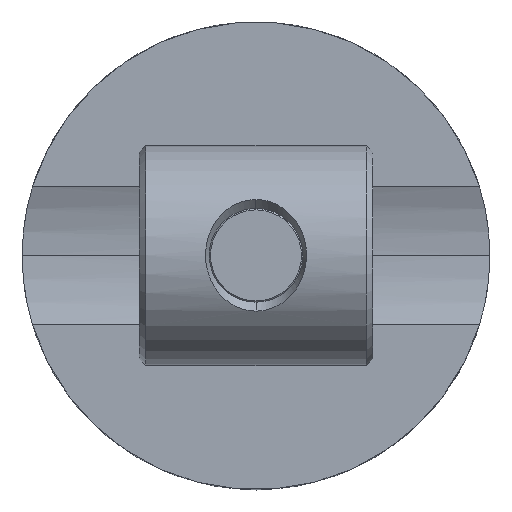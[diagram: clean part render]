
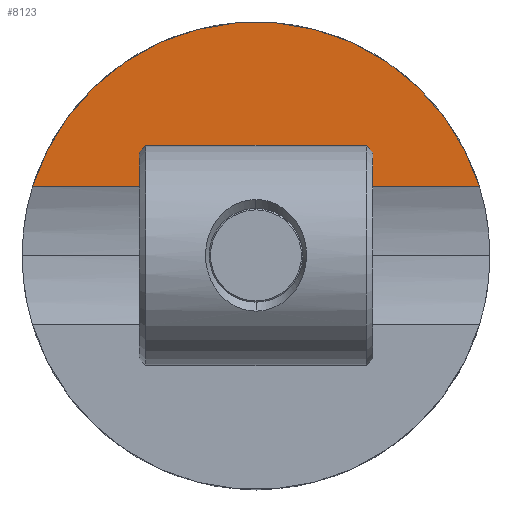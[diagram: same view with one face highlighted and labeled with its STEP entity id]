
A CAD part, top view. The second image highlights one B-rep face of the part: STEP entity #8123.
In plain terms, the highlighted planar face has unit normal (0, 0, 1).
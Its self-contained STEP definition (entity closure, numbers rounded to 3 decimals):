
#1091 = DIRECTION ( 'NONE',  ( 0., 0., 1. ) ) ;
#2201 = LINE ( 'NONE', #9235, #15931 ) ;
#2527 = AXIS2_PLACEMENT_3D ( 'NONE', #8839, #7264, #3659 ) ;
#3659 = DIRECTION ( 'NONE',  ( 1., 0., 0. ) ) ;
#5875 = CIRCLE ( 'NONE', #2527, 17. ) ;
#6467 = VERTEX_POINT ( 'NONE', #12709 ) ;
#7264 = DIRECTION ( 'NONE',  ( 0., 0., 1. ) ) ;
#7568 = AXIS2_PLACEMENT_3D ( 'NONE', #8011, #1091, #13260 ) ;
#7764 = EDGE_CURVE ( 'NONE', #6467, #22217, #5875, .T. ) ;
#8011 = CARTESIAN_POINT ( 'NONE',  ( 0., 0., 3.3 ) ) ;
#8123 = ADVANCED_FACE ( 'NONE', ( #9889 ), #8154, .T. ) ;
#8154 = PLANE ( 'NONE',  #7568 ) ;
#8517 = ORIENTED_EDGE ( 'NONE', *, *, #7764, .T. ) ;
#8707 = ORIENTED_EDGE ( 'NONE', *, *, #10733, .F. ) ;
#8839 = CARTESIAN_POINT ( 'NONE',  ( 0., 0., 3.3 ) ) ;
#9235 = CARTESIAN_POINT ( 'NONE',  ( -16.248, 5., 3.3 ) ) ;
#9889 = FACE_OUTER_BOUND ( 'NONE', #17674, .T. ) ;
#10733 = EDGE_CURVE ( 'NONE', #6467, #22217, #2201, .T. ) ;
#12709 = CARTESIAN_POINT ( 'NONE',  ( 16.248, 5., 3.3 ) ) ;
#13260 = DIRECTION ( 'NONE',  ( 1., 0., 0. ) ) ;
#15551 = CARTESIAN_POINT ( 'NONE',  ( -16.248, 5., 3.3 ) ) ;
#15931 = VECTOR ( 'NONE', #19786, 1000. ) ;
#17674 = EDGE_LOOP ( 'NONE', ( #8707, #8517 ) ) ;
#19786 = DIRECTION ( 'NONE',  ( -1., 0., 0. ) ) ;
#22217 = VERTEX_POINT ( 'NONE', #15551 ) ;
